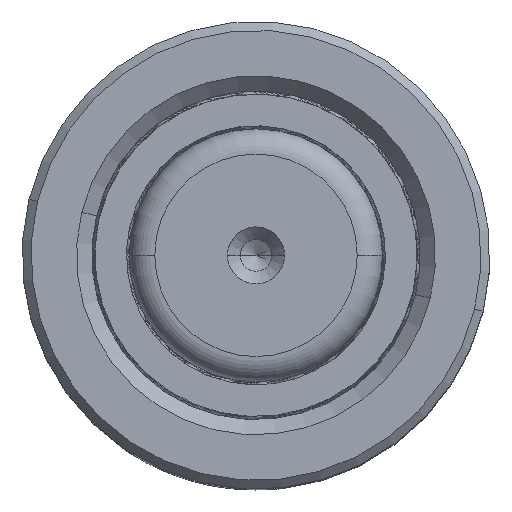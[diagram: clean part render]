
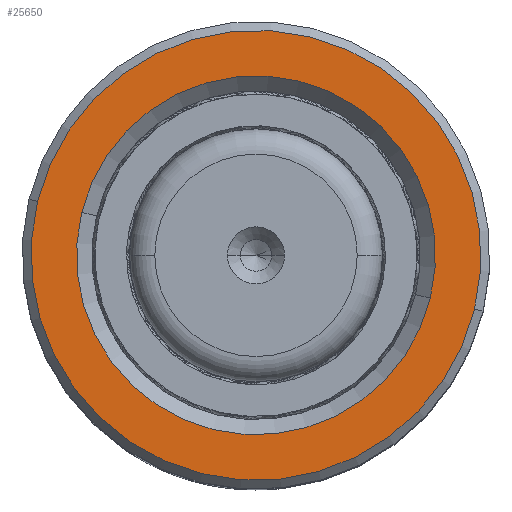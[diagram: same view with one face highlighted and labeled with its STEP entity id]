
A CAD part, top view. The second image highlights one B-rep face of the part: STEP entity #25650.
In plain terms, the highlighted planar face has unit normal (0, 0, 1).
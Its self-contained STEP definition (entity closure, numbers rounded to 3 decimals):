
#295 = AXIS2_PLACEMENT_3D ( 'NONE', #34968, #35079, #18120 ) ;
#588 = DIRECTION ( 'NONE',  ( 1., 0., 0. ) ) ;
#3569 = VERTEX_POINT ( 'NONE', #25458 ) ;
#5382 = DIRECTION ( 'NONE',  ( 1., 0., 0. ) ) ;
#6225 = DIRECTION ( 'NONE',  ( 0., 0., 1. ) ) ;
#6777 = EDGE_CURVE ( 'NONE', #12081, #3569, #21906, .T. ) ;
#7441 = CARTESIAN_POINT ( 'NONE',  ( -17.8, 0., 50. ) ) ;
#8837 = DIRECTION ( 'NONE',  ( 1., 0., 0. ) ) ;
#10330 = ORIENTED_EDGE ( 'NONE', *, *, #15632, .T. ) ;
#10728 = CIRCLE ( 'NONE', #16588, 17.8 ) ;
#11105 = CIRCLE ( 'NONE', #27275, 17.8 ) ;
#11737 = PLANE ( 'NONE',  #14774 ) ;
#12081 = VERTEX_POINT ( 'NONE', #20248 ) ;
#13042 = EDGE_CURVE ( 'NONE', #35254, #16424, #10728, .T. ) ;
#14774 = AXIS2_PLACEMENT_3D ( 'NONE', #31464, #6225, #588 ) ;
#14833 = CARTESIAN_POINT ( 'NONE',  ( 0., 0., 50. ) ) ;
#15632 = EDGE_CURVE ( 'NONE', #16424, #35254, #11105, .T. ) ;
#15801 = CARTESIAN_POINT ( 'NONE',  ( 17.8, 0., 50. ) ) ;
#16424 = VERTEX_POINT ( 'NONE', #15801 ) ;
#16588 = AXIS2_PLACEMENT_3D ( 'NONE', #14833, #34530, #20506 ) ;
#17450 = CIRCLE ( 'NONE', #18450, 14.2 ) ;
#17708 = EDGE_CURVE ( 'NONE', #3569, #12081, #17450, .T. ) ;
#18120 = DIRECTION ( 'NONE',  ( 1., 0., 0. ) ) ;
#18450 = AXIS2_PLACEMENT_3D ( 'NONE', #27772, #36230, #5382 ) ;
#19710 = DIRECTION ( 'NONE',  ( 0., 0., 1. ) ) ;
#20248 = CARTESIAN_POINT ( 'NONE',  ( 14.2, 0., 50. ) ) ;
#20506 = DIRECTION ( 'NONE',  ( 1., 0., 0. ) ) ;
#20524 = ORIENTED_EDGE ( 'NONE', *, *, #17708, .T. ) ;
#21678 = FACE_OUTER_BOUND ( 'NONE', #35416, .T. ) ;
#21906 = CIRCLE ( 'NONE', #295, 14.2 ) ;
#25458 = CARTESIAN_POINT ( 'NONE',  ( -14.2, 0., 50. ) ) ;
#25650 = ADVANCED_FACE ( 'NONE', ( #21678, #35753 ), #11737, .T. ) ;
#26392 = EDGE_LOOP ( 'NONE', ( #30755, #20524 ) ) ;
#27275 = AXIS2_PLACEMENT_3D ( 'NONE', #31382, #19710, #8837 ) ;
#27772 = CARTESIAN_POINT ( 'NONE',  ( 0., 0., 50. ) ) ;
#30755 = ORIENTED_EDGE ( 'NONE', *, *, #6777, .T. ) ;
#31382 = CARTESIAN_POINT ( 'NONE',  ( 0., 0., 50. ) ) ;
#31464 = CARTESIAN_POINT ( 'NONE',  ( 0., 0., 50. ) ) ;
#34530 = DIRECTION ( 'NONE',  ( 0., 0., 1. ) ) ;
#34775 = ORIENTED_EDGE ( 'NONE', *, *, #13042, .T. ) ;
#34968 = CARTESIAN_POINT ( 'NONE',  ( 0., 0., 50. ) ) ;
#35079 = DIRECTION ( 'NONE',  ( 0., 0., -1. ) ) ;
#35254 = VERTEX_POINT ( 'NONE', #7441 ) ;
#35416 = EDGE_LOOP ( 'NONE', ( #34775, #10330 ) ) ;
#35753 = FACE_BOUND ( 'NONE', #26392, .T. ) ;
#36230 = DIRECTION ( 'NONE',  ( 0., 0., -1. ) ) ;
